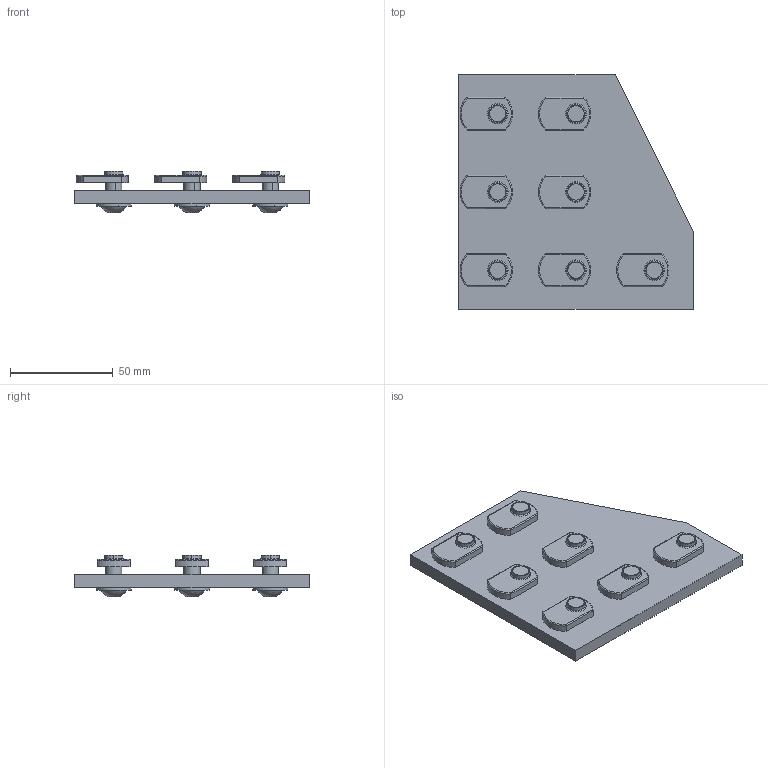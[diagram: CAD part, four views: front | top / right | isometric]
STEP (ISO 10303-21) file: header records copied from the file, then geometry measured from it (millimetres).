
FILE_DESCRIPTION (( 'STEP AP203' ), '1' );
FILE_NAME ('653162OH.SLDASM.step', '2003-10-13T11:27:35', ( 'Jerry Winters' ), ( 'GoEngineer' ), 'SwSTEP 2.0', 'SolidWorks 2003174', '' );
FILE_SCHEMA (( 'CONFIG_CONTROL_DESIGN' ));
Length unit declared in the file: inch
Products named in the file (5): 653162OH.SLDASM; Joining Plate (90 Degree)_653162; 651129; FBHSCS_651134; 651097
Assembly tree (10 placements, depth 3):
  653162OH.SLDASM
    651129  x7
      651097
      FBHSCS_651134
    Joining Plate (90 Degree)_653162
Bounding box: 114.3 x 114.3 x 20.27 mm (x, y, z)
Volume: 88654.1 mm3; surface area: 41140.9 mm2
Topology: 15 solids, 15 shells, 266 faces, 582 edges, 367 vertices
Faces by surface type: plane 112, cylinder 105, torus 35, sphere 14
Entity records: 2405 total; most frequent: DIRECTION 336, CARTESIAN_POINT 307, ORIENTED_EDGE 264, AXIS2_PLACEMENT_3D 138, EDGE_CURVE 132, VERTEX_POINT 85, EDGE_LOOP 75, CIRCLE 68
